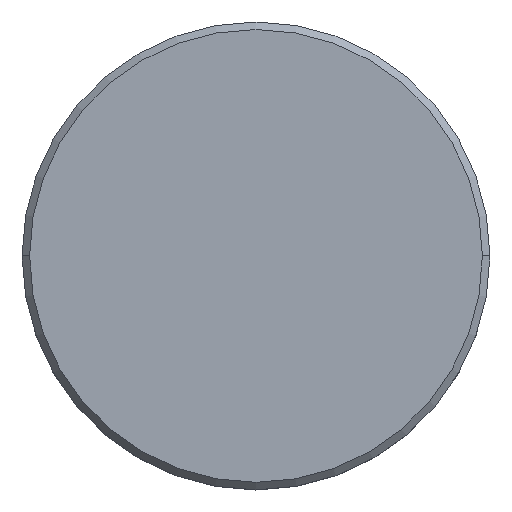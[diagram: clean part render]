
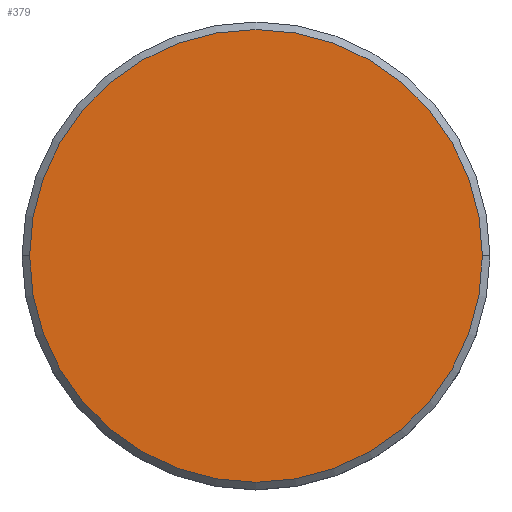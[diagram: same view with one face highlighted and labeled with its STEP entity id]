
A CAD part, top view. The second image highlights one B-rep face of the part: STEP entity #379.
In plain terms, the highlighted planar face has unit normal (0, 0, 1).
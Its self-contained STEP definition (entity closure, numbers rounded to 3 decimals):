
#87 = DIRECTION ( 'NONE',  ( 1., 0., 0. ) ) ;
#176 = CARTESIAN_POINT ( 'NONE',  ( 0., 0., 0. ) ) ;
#231 = DIRECTION ( 'NONE',  ( 1., 0., 0. ) ) ;
#341 = ORIENTED_EDGE ( 'NONE', *, *, #397, .T. ) ;
#379 = ADVANCED_FACE ( 'NONE', ( #1089 ), #1173, .T. ) ;
#391 = AXIS2_PLACEMENT_3D ( 'NONE', #1159, #1167, #441 ) ;
#397 = EDGE_CURVE ( 'NONE', #619, #415, #785, .T. ) ;
#415 = VERTEX_POINT ( 'NONE', #1081 ) ;
#441 = DIRECTION ( 'NONE',  ( 1., 0., 0. ) ) ;
#520 = AXIS2_PLACEMENT_3D ( 'NONE', #1044, #669, #231 ) ;
#619 = VERTEX_POINT ( 'NONE', #730 ) ;
#669 = DIRECTION ( 'NONE',  ( 0., 0., 1. ) ) ;
#730 = CARTESIAN_POINT ( 'NONE',  ( -15., 0., 0. ) ) ;
#745 = AXIS2_PLACEMENT_3D ( 'NONE', #176, #973, #87 ) ;
#785 = CIRCLE ( 'NONE', #391, 15. ) ;
#833 = CIRCLE ( 'NONE', #520, 15. ) ;
#973 = DIRECTION ( 'NONE',  ( 0., 0., 1. ) ) ;
#1043 = ORIENTED_EDGE ( 'NONE', *, *, #1118, .T. ) ;
#1044 = CARTESIAN_POINT ( 'NONE',  ( 0., 0., 0. ) ) ;
#1081 = CARTESIAN_POINT ( 'NONE',  ( 15., 0., 0. ) ) ;
#1083 = EDGE_LOOP ( 'NONE', ( #341, #1043 ) ) ;
#1089 = FACE_OUTER_BOUND ( 'NONE', #1083, .T. ) ;
#1118 = EDGE_CURVE ( 'NONE', #415, #619, #833, .T. ) ;
#1159 = CARTESIAN_POINT ( 'NONE',  ( 0., 0., 0. ) ) ;
#1167 = DIRECTION ( 'NONE',  ( 0., 0., 1. ) ) ;
#1173 = PLANE ( 'NONE',  #745 ) ;
